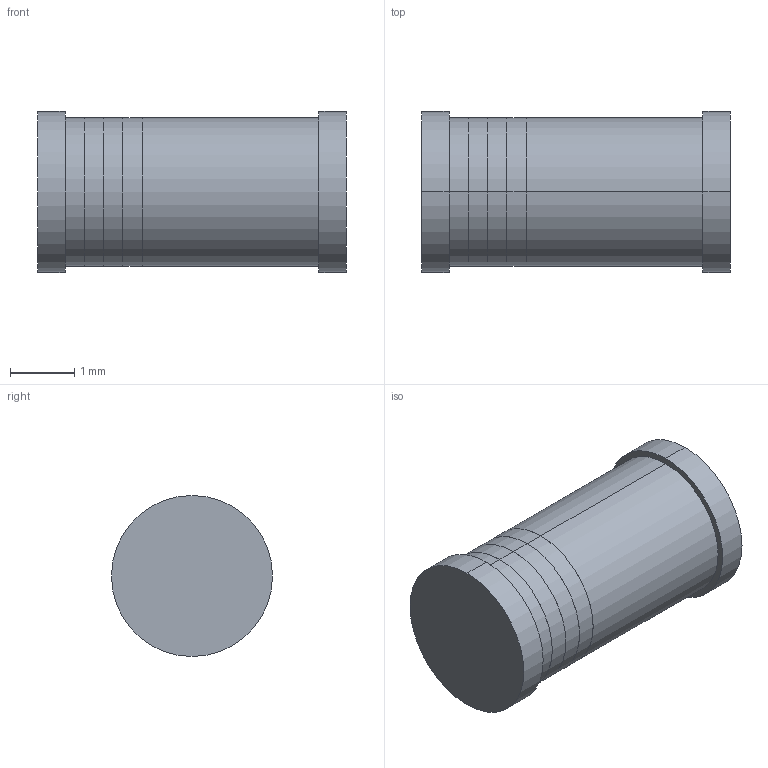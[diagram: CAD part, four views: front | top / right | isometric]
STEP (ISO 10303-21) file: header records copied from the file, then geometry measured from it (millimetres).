
FILE_DESCRIPTION (( 'STEP AP214' ), '1' );
FILE_NAME ( 'Beelee_BL-2500N.step', '2019-08-01T23:04:09', ( '' ), ( '' ), 'Part was generated with the free Library Expert Lite available at www.PCBLibraries.com. Removing line will violate the End User License Agreement.', '©2017 PCB Libraries, Inc.', '' );
FILE_SCHEMA (( 'AUTOMOTIVE_DESIGN' ));
Length unit declared in the file: millimetre
Products named in the file (1): Beelee_BL-2500N
Bounding box: 4.8 x 2.5 x 2.5 mm (x, y, z)
Volume: 20.7 mm3; surface area: 63.4 mm2
Topology: 3 solids, 3 shells, 24 faces, 42 edges, 28 vertices
Faces by surface type: cylinder 14, plane 10
Entity records: 728 total; most frequent: DIRECTION 120, CARTESIAN_POINT 95, ORIENTED_EDGE 84, AXIS2_PLACEMENT_3D 53, EDGE_CURVE 42, VERTEX_POINT 28, CIRCLE 28, EDGE_LOOP 28
